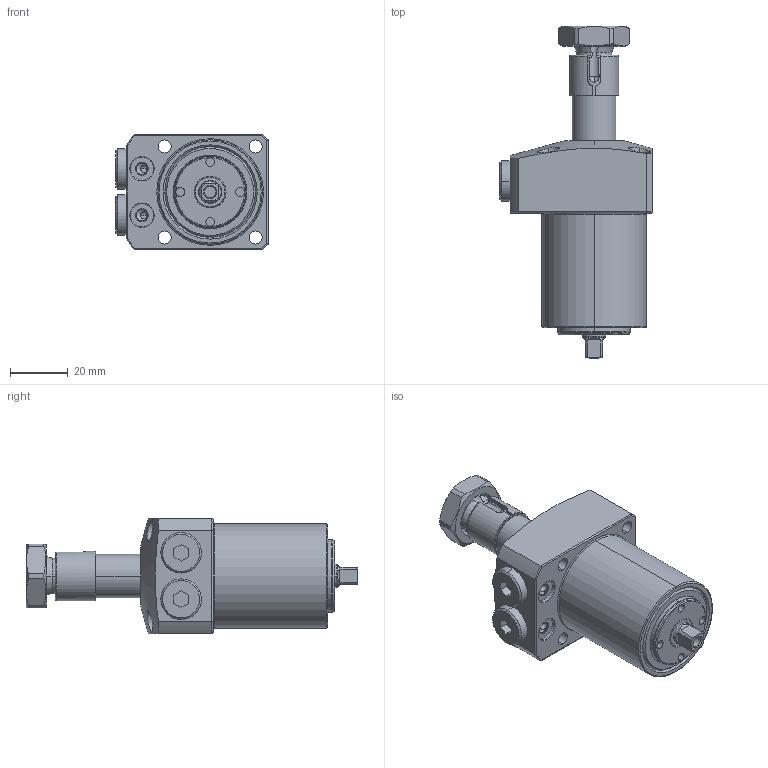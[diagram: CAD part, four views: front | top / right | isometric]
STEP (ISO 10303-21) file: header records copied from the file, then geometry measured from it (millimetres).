
FILE_DESCRIPTION (( 'STEP AP203' ), '1' );
FILE_NAME ('LHA0360-CRD.STEP', '2018-12-15T05:36:35', ( '微软用户' ), ( '微软中国' ), 'SwSTEP 2.0', 'SolidWorks 2012', '' );
FILE_SCHEMA (( 'CONFIG_CONTROL_DESIGN' ));
Length unit declared in the file: millimetre
Products named in the file (8): LHA0360-槭暌溛(蹬怮椔); LHA0360-咂衝椳紕_蹬怮椔); LHA0360-D菛巍; LHA0360-楓羔_D); LHA0360-CRD; LHA0360-ů_; LHA0360-簸忣諍匏_; Gȼ__8
Assembly tree (8 placements, depth 2):
  LHA0360-CRD
    LHA0360-槭暌溛(蹬怮椔)
    LHA0360-咂衝椳紕_蹬怮椔)
    LHA0360-D菛巍
    LHA0360-楓羔_D)
    LHA0360-ů_
    LHA0360-簸忣諍匏_
    Gȼ__8  x2
Bounding box: 52.5 x 114.5 x 40 mm (x, y, z)
Volume: 93078.2 mm3; surface area: 23297.6 mm2
Topology: 8 solids, 8 shells, 285 faces, 685 edges, 430 vertices
Faces by surface type: cylinder 107, plane 90, cone 59, torus 27, sphere 2
Entity records: 9592 total; most frequent: CARTESIAN_POINT 2352, DIRECTION 1386, ORIENTED_EDGE 1306, EDGE_CURVE 653, AXIS2_PLACEMENT_3D 570, VERTEX_POINT 412, EDGE_LOOP 311, CIRCLE 287
